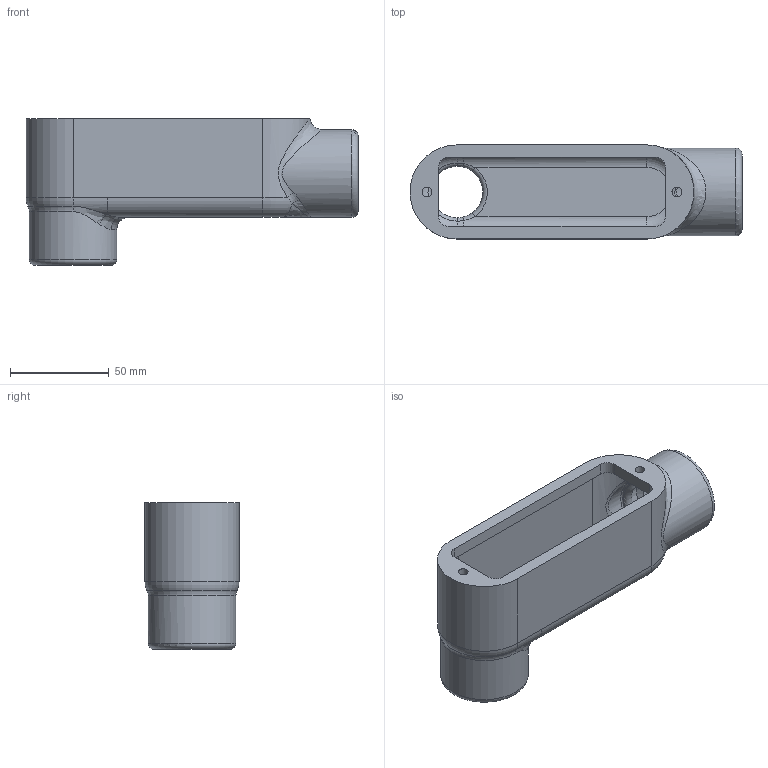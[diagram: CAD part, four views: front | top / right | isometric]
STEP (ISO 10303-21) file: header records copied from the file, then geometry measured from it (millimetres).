
FILE_DESCRIPTION(/* description */ ('FORM 8 LB38 AS MACHINED'),/* implementation_level */ '2;1');
FILE_NAME(/* name */ 'KIL_LB38.stp',/* time_stamp */ '2019-10-31T12:08:17+06:00',/* author */ ('mashraf'),/* organization */ (''),/* preprocessor_version */ 'ST-DEVELOPER v16.13',/* originating_system */ 'Autodesk Inventor 2018',/* authorisation */ '');
FILE_SCHEMA (('AUTOMOTIVE_DESIGN { 1 0 10303 214 3 1 1 }'));
Length unit declared in the file: inch
Products named in the file (1): 21716
Bounding box: 168.4 x 47.7 x 74.42 mm (x, y, z)
Volume: 142693.3 mm3; surface area: 54867.1 mm2
Topology: 1 solids, 1 shells, 689 faces, 1833 edges, 1206 vertices
Faces by surface type: plane 423, bspline 207, cylinder 38, torus 13, cone 8
Full cylindrical faces by diameter (mm): 4.978 x2, 10.35 x1, 12.7 x1, 33.553 x2, 44.45 x2
Entity records: 23047 total; most frequent: CARTESIAN_POINT 7304, ORIENTED_EDGE 3608, DIRECTION 2471, EDGE_CURVE 1804, LINE 1275, VECTOR 1275, VERTEX_POINT 1200, EDGE_LOOP 780
